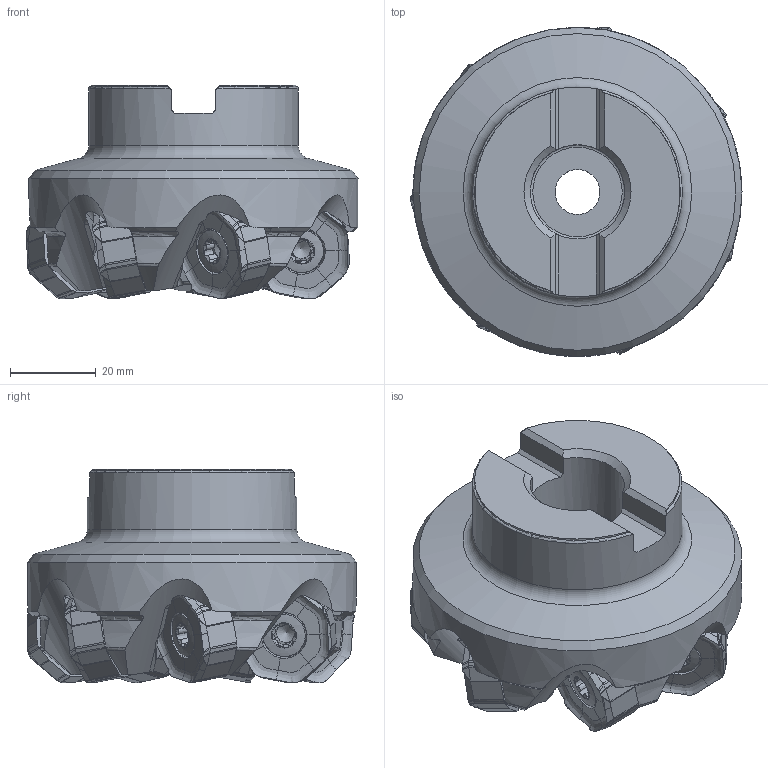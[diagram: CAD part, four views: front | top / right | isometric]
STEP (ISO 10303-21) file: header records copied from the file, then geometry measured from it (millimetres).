
FILE_DESCRIPTION(/* description */ (''),/* implementation_level */ '2;1');
FILE_NAME(/* name */ 'toolassembly_1.stp',/* time_stamp */ '2018-08-02T15:10:57+02:00',/* author */ (''),/* organization */ ('SMS'),/* preprocessor_version */ 'ST-DEVELOPER v15',/* originating_system */ 'SIEMENS PLM Software NX 8.5',/* authorisation */ '');
FILE_SCHEMA (('AUTOMOTIVE_DESIGN { 1 0 10303 214 3 1 1 1 }'));
Length unit declared in the file: millimetre
Products named in the file (4): ASSEMBLY_CONSTRUCTION; CUT_20180802150940; NOCUT_20180802150940; TOOLASSEMBLY_1
Assembly tree (9 placements, depth 2):
  TOOLASSEMBLY_1
    NOCUT_20180802150940
    CUT_20180802150940  x7
    ASSEMBLY_CONSTRUCTION
Bounding box: 77.56 x 76.88 x 49.95 mm (x, y, z)
Volume: 120606.2 mm3; surface area: 34504.6 mm2
Topology: 8 solids, 8 shells, 1334 faces, 3594 edges, 2308 vertices
Faces by surface type: plane 635, extrusion 231, bspline 203, cone 96, cylinder 78, torus 70, revolution 21
Full cylindrical faces by diameter (mm): 6.35 x7, 7 x7, 8.3 x7, 10 x7, 10.5 x1, 17.1 x1, 22.011 x1, 22.5 x1, 49 x1, 76.869 x1
Entity records: 35878 total; most frequent: CARTESIAN_POINT 20339, ORIENTED_EDGE 3268, DIRECTION 2901, EDGE_CURVE 1634, AXIS2_PLACEMENT_3D 1113, VERTEX_POINT 1087, EDGE_LOOP 770, ADVANCED_FACE 662
